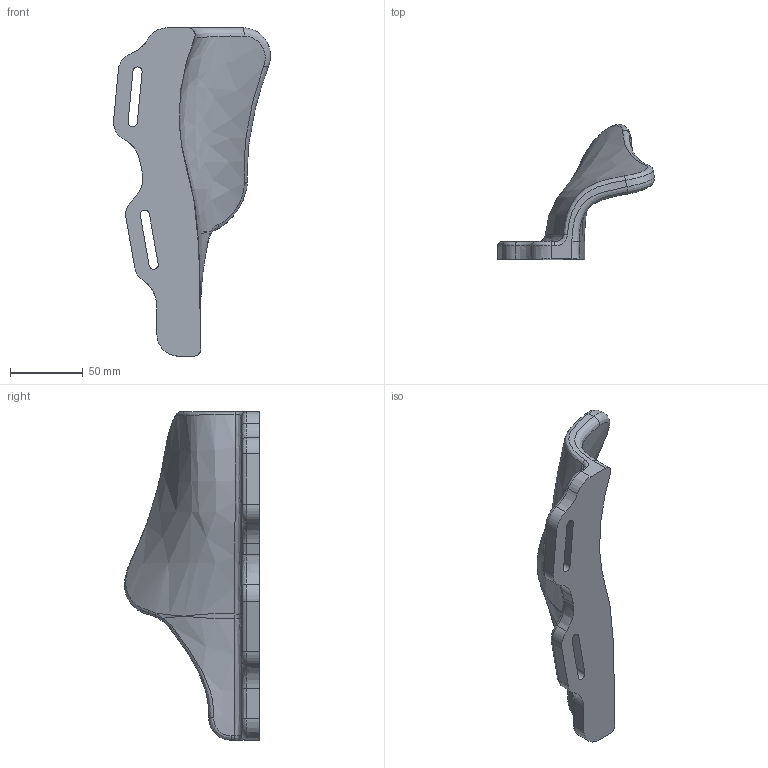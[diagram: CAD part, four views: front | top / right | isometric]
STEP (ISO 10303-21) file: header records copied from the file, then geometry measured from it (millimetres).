
FILE_DESCRIPTION(/* description */ (''),/* implementation_level */ '2;1');
FILE_NAME(/* name */ 'xl.step',/* time_stamp */ '2026-02-21T14:56:24-05:00',/* author */ (''),/* organization */ (''),/* preprocessor_version */ 'ST-DEVELOPER v20.1',/* originating_system */ 'Autodesk Translation Framework v14.24.0.0',/* authorisation */ '');
FILE_SCHEMA (('AUTOMOTIVE_DESIGN { 1 0 10303 214 3 1 1 }'));
Length unit declared in the file: millimetre
Products named in the file (1): ParaHook V14
Bounding box: 107.54 x 92.41 x 225 mm (x, y, z)
Volume: 264747 mm3; surface area: 53880.2 mm2
Topology: 1 solids, 1 shells, 84 faces, 212 edges, 125 vertices
Faces by surface type: bspline 59, cylinder 11, plane 10, torus 4
Entity records: 4972 total; most frequent: CARTESIAN_POINT 3312, ORIENTED_EDGE 414, EDGE_CURVE 207, DIRECTION 200, VERTEX_POINT 125, B_SPLINE_CURVE_WITH_KNOTS 115, EDGE_LOOP 88, AXIS2_PLACEMENT_3D 85
